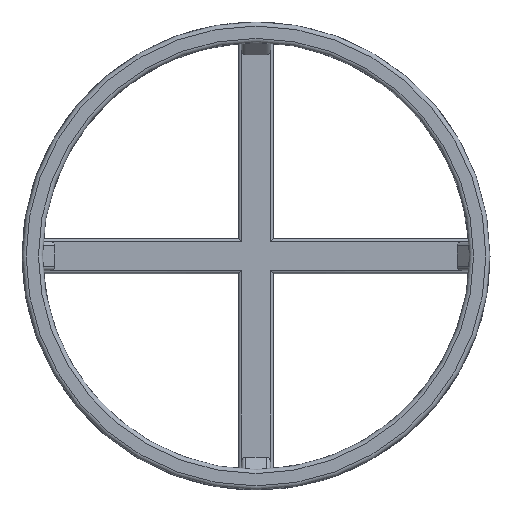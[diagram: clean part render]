
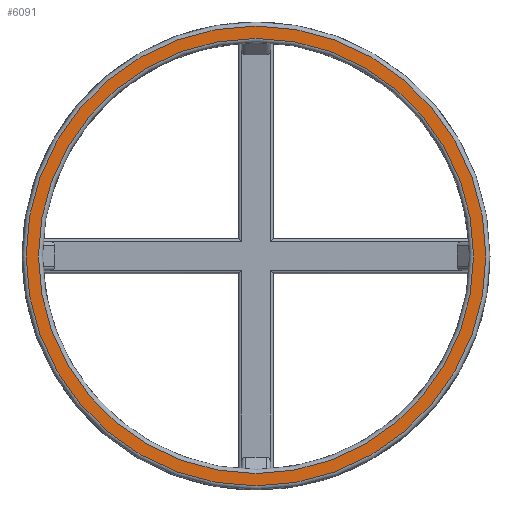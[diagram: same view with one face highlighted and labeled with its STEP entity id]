
A CAD part, top view. The second image highlights one B-rep face of the part: STEP entity #6091.
In plain terms, the highlighted planar face has unit normal (0, 0, 1).
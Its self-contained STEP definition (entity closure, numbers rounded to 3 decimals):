
#1121 = TOROIDAL_SURFACE('',#1122,53.,1.);
#1122 = AXIS2_PLACEMENT_3D('',#1123,#1124,#1125);
#1123 = CARTESIAN_POINT('',(0.,0.,21.));
#1124 = DIRECTION('',(0.,0.,1.));
#1125 = DIRECTION('',(1.,0.,0.));
#4723 = VERTEX_POINT('',#4724);
#4724 = CARTESIAN_POINT('',(53.,0.,22.));
#4744 = EDGE_CURVE('',#4723,#4723,#4745,.T.);
#4745 = SURFACE_CURVE('',#4746,(#4751,#4758),.PCURVE_S1.);
#4746 = CIRCLE('',#4747,53.);
#4747 = AXIS2_PLACEMENT_3D('',#4748,#4749,#4750);
#4748 = CARTESIAN_POINT('',(0.,0.,22.));
#4749 = DIRECTION('',(0.,0.,1.));
#4750 = DIRECTION('',(1.,0.,0.));
#4751 = PCURVE('',#1121,#4752);
#4752 = DEFINITIONAL_REPRESENTATION('',(#4753),#4757);
#4753 = LINE('',#4754,#4755);
#4754 = CARTESIAN_POINT('',(0.,1.571));
#4755 = VECTOR('',#4756,1.);
#4756 = DIRECTION('',(1.,0.));
#4757 = ( GEOMETRIC_REPRESENTATION_CONTEXT(2) 
PARAMETRIC_REPRESENTATION_CONTEXT() REPRESENTATION_CONTEXT('2D SPACE',''
  ) );
#4758 = PCURVE('',#4759,#4764);
#4759 = PLANE('',#4760);
#4760 = AXIS2_PLACEMENT_3D('',#4761,#4762,#4763);
#4761 = CARTESIAN_POINT('',(0.,0.,22.)
  );
#4762 = DIRECTION('',(0.,0.,1.));
#4763 = DIRECTION('',(1.,0.,-0.));
#4764 = DEFINITIONAL_REPRESENTATION('',(#4765),#4769);
#4765 = CIRCLE('',#4766,53.);
#4766 = AXIS2_PLACEMENT_2D('',#4767,#4768);
#4767 = CARTESIAN_POINT('',(0.,0.));
#4768 = DIRECTION('',(1.,0.));
#4769 = ( GEOMETRIC_REPRESENTATION_CONTEXT(2) 
PARAMETRIC_REPRESENTATION_CONTEXT() REPRESENTATION_CONTEXT('2D SPACE',''
  ) );
#6091 = ADVANCED_FACE('',(#6092,#6123),#4759,.T.);
#6092 = FACE_BOUND('',#6093,.T.);
#6093 = EDGE_LOOP('',(#6094));
#6094 = ORIENTED_EDGE('',*,*,#6095,.T.);
#6095 = EDGE_CURVE('',#6096,#6096,#6098,.T.);
#6096 = VERTEX_POINT('',#6097);
#6097 = CARTESIAN_POINT('',(56.,0.,22.));
#6098 = SURFACE_CURVE('',#6099,(#6104,#6111),.PCURVE_S1.);
#6099 = CIRCLE('',#6100,56.);
#6100 = AXIS2_PLACEMENT_3D('',#6101,#6102,#6103);
#6101 = CARTESIAN_POINT('',(0.,0.,22.));
#6102 = DIRECTION('',(0.,0.,1.));
#6103 = DIRECTION('',(1.,0.,-0.));
#6104 = PCURVE('',#4759,#6105);
#6105 = DEFINITIONAL_REPRESENTATION('',(#6106),#6110);
#6106 = CIRCLE('',#6107,56.);
#6107 = AXIS2_PLACEMENT_2D('',#6108,#6109);
#6108 = CARTESIAN_POINT('',(0.,0.));
#6109 = DIRECTION('',(1.,0.));
#6110 = ( GEOMETRIC_REPRESENTATION_CONTEXT(2) 
PARAMETRIC_REPRESENTATION_CONTEXT() REPRESENTATION_CONTEXT('2D SPACE',''
  ) );
#6111 = PCURVE('',#6112,#6117);
#6112 = TOROIDAL_SURFACE('',#6113,56.,1.);
#6113 = AXIS2_PLACEMENT_3D('',#6114,#6115,#6116);
#6114 = CARTESIAN_POINT('',(0.,0.,21.));
#6115 = DIRECTION('',(0.,0.,1.));
#6116 = DIRECTION('',(1.,0.,-0.));
#6117 = DEFINITIONAL_REPRESENTATION('',(#6118),#6122);
#6118 = LINE('',#6119,#6120);
#6119 = CARTESIAN_POINT('',(0.,1.571));
#6120 = VECTOR('',#6121,1.);
#6121 = DIRECTION('',(1.,0.));
#6122 = ( GEOMETRIC_REPRESENTATION_CONTEXT(2) 
PARAMETRIC_REPRESENTATION_CONTEXT() REPRESENTATION_CONTEXT('2D SPACE',''
  ) );
#6123 = FACE_BOUND('',#6124,.T.);
#6124 = EDGE_LOOP('',(#6125));
#6125 = ORIENTED_EDGE('',*,*,#4744,.F.);
